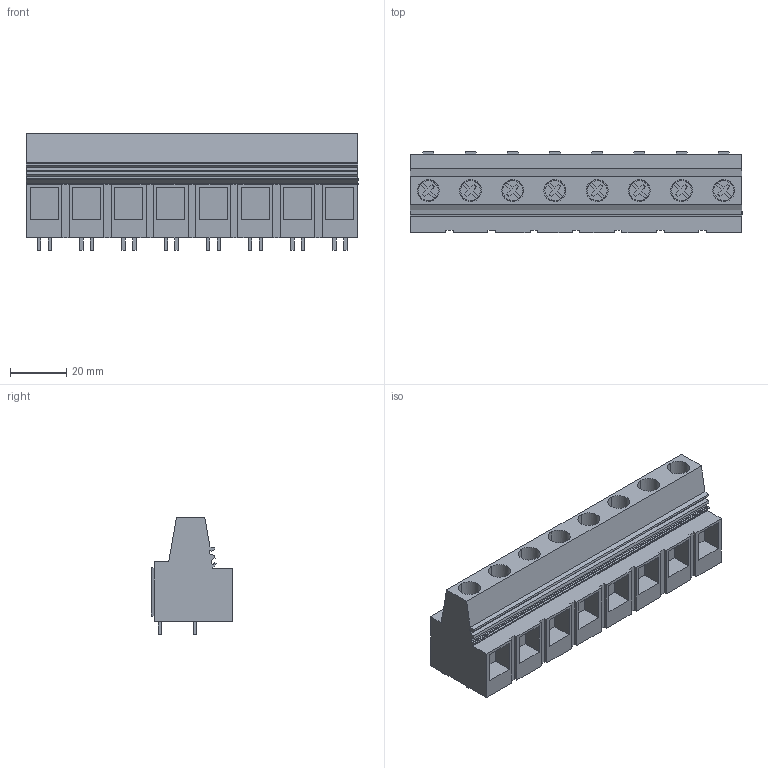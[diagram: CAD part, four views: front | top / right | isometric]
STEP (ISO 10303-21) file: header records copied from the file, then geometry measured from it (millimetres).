
FILE_DESCRIPTION(('CATIA V5 STEP Exchange','CAx-IF Rec.Pracs.--- Model Styling and Organization---1.2---2011-12-15'),'2;1');
FILE_NAME ('D1459143_0_1921480000_1921480000.stp','2018-04-13T09:41:20+00:00',('none'),('Weidmueller'),'CATIA Version 5-6 Release 2014','CATIA V5 STEP AP214','none');
FILE_SCHEMA(('AUTOMOTIVE_DESIGN { 1 0 10303 214 1 1 1 1 }'));
Length unit declared in the file: millimetre
Products named in the file (1): 1921480000
Bounding box: 118 x 29.06 x 41.45 mm (x, y, z)
Volume: 76931.3 mm3; surface area: 27744.3 mm2
Topology: 25 solids, 25 shells, 768 faces, 2064 edges, 1386 vertices
Faces by surface type: plane 685, cylinder 67, extrusion 16
Entity records: 23086 total; most frequent: CARTESIAN_POINT 5143, ORIENTED_EDGE 4128, DIRECTION 2888, EDGE_CURVE 2064, VECTOR 1882, LINE 1866, VERTEX_POINT 1386, EDGE_LOOP 808
